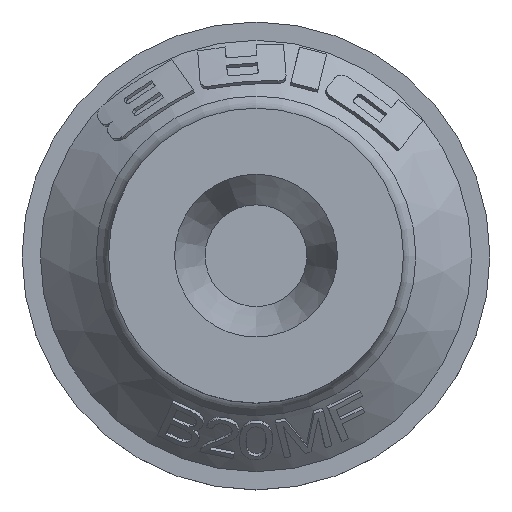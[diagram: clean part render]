
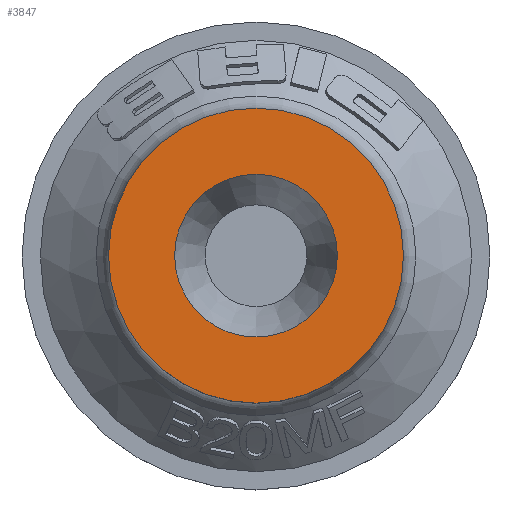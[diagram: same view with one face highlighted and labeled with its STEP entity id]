
A CAD part, top view. The second image highlights one B-rep face of the part: STEP entity #3847.
In plain terms, the highlighted planar face has unit normal (0, 0, 1).
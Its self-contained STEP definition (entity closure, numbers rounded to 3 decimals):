
#178=PLANE('',#4049);
#189=CIRCLE('',#4022,7.25);
#201=CIRCLE('',#4047,4.);
#328=ORIENTED_EDGE('',*,*,#1166,.F.);
#329=ORIENTED_EDGE('',*,*,#1154,.T.);
#1154=EDGE_CURVE('',#1580,#1580,#189,.T.);
#1166=EDGE_CURVE('',#1592,#1592,#201,.T.);
#1580=VERTEX_POINT('',#4695);
#1592=VERTEX_POINT('',#4732);
#2219=EDGE_LOOP('',(#328));
#2220=EDGE_LOOP('',(#329));
#2428=FACE_BOUND('',#2219,.T.);
#2429=FACE_BOUND('',#2220,.T.);
#3847=ADVANCED_FACE('',(#2428,#2429),#178,.T.);
#4022=AXIS2_PLACEMENT_3D('',#4694,#4091,#4092);
#4047=AXIS2_PLACEMENT_3D('',#4731,#4141,#4142);
#4049=AXIS2_PLACEMENT_3D('',#4735,#4145,#4146);
#4091=DIRECTION('',(0.,0.,1.));
#4092=DIRECTION('',(1.,0.,0.));
#4141=DIRECTION('',(0.,0.,1.));
#4142=DIRECTION('',(1.,0.,0.));
#4145=DIRECTION('',(0.,0.,1.));
#4146=DIRECTION('',(1.,0.,0.));
#4694=CARTESIAN_POINT('',(0.,0.,19.));
#4695=CARTESIAN_POINT('',(7.25,0.,19.));
#4731=CARTESIAN_POINT('',(0.,0.,19.));
#4732=CARTESIAN_POINT('',(4.,0.,19.));
#4735=CARTESIAN_POINT('',(4.,0.,19.));
